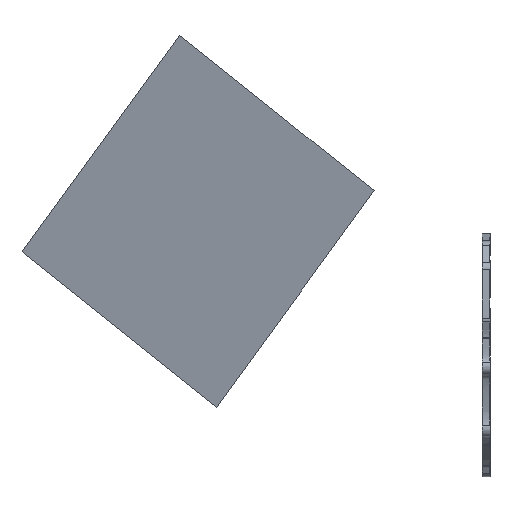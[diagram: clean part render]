
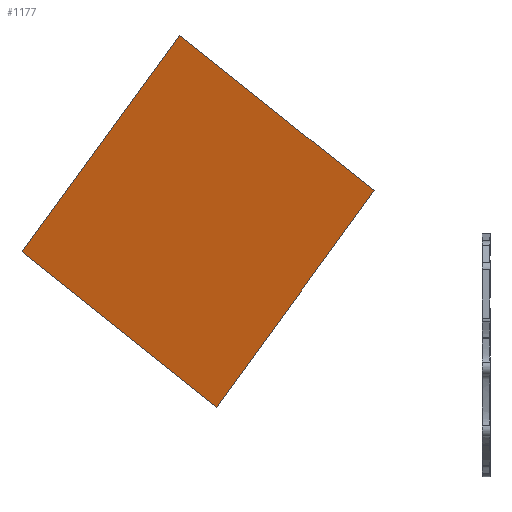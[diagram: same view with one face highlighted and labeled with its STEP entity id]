
A CAD part, front view. The second image highlights one B-rep face of the part: STEP entity #1177.
In plain terms, the highlighted planar face has unit normal (0.31, 0.95, -0.036).
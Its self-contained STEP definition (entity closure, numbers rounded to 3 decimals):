
#52=PLANE('',#1303);
#162=FACE_OUTER_BOUND('',#249,.T.);
#249=EDGE_LOOP('',(#1080,#1081,#1082,#1083));
#314=LINE('',#3041,#382);
#315=LINE('',#3043,#383);
#316=LINE('',#3045,#384);
#317=LINE('',#3046,#385);
#382=VECTOR('',#1594,10.);
#383=VECTOR('',#1595,10.);
#384=VECTOR('',#1596,10.);
#385=VECTOR('',#1597,10.);
#568=VERTEX_POINT('',#3039);
#569=VERTEX_POINT('',#3040);
#570=VERTEX_POINT('',#3042);
#571=VERTEX_POINT('',#3044);
#740=EDGE_CURVE('',#568,#569,#314,.T.);
#741=EDGE_CURVE('',#569,#570,#315,.T.);
#742=EDGE_CURVE('',#570,#571,#316,.T.);
#743=EDGE_CURVE('',#571,#568,#317,.T.);
#1080=ORIENTED_EDGE('',*,*,#740,.T.);
#1081=ORIENTED_EDGE('',*,*,#741,.T.);
#1082=ORIENTED_EDGE('',*,*,#742,.T.);
#1083=ORIENTED_EDGE('',*,*,#743,.T.);
#1177=ADVANCED_FACE('',(#162),#52,.T.);
#1303=AXIS2_PLACEMENT_3D('',#3038,#1592,#1593);
#1592=DIRECTION('center_axis',(0.31,0.95,-0.036));
#1593=DIRECTION('ref_axis',(0.,-0.038,-0.999));
#1594=DIRECTION('',(0.581,-0.159,0.798));
#1595=DIRECTION('',(0.753,-0.269,-0.601));
#1596=DIRECTION('',(-0.581,0.159,-0.798));
#1597=DIRECTION('',(-0.753,0.269,0.601));
#3038=CARTESIAN_POINT('Origin',(-711.196,277.136,158.794));
#3039=CARTESIAN_POINT('',(-711.196,277.136,158.794));
#3040=CARTESIAN_POINT('',(-467.621,210.348,493.657));
#3041=CARTESIAN_POINT('',(-711.196,277.136,158.794));
#3042=CARTESIAN_POINT('',(-166.964,103.005,253.554));
#3043=CARTESIAN_POINT('',(-467.621,210.348,493.657));
#3044=CARTESIAN_POINT('',(-410.539,169.793,-81.31));
#3045=CARTESIAN_POINT('',(-166.964,103.005,253.554));
#3046=CARTESIAN_POINT('',(-410.539,169.793,-81.31));
